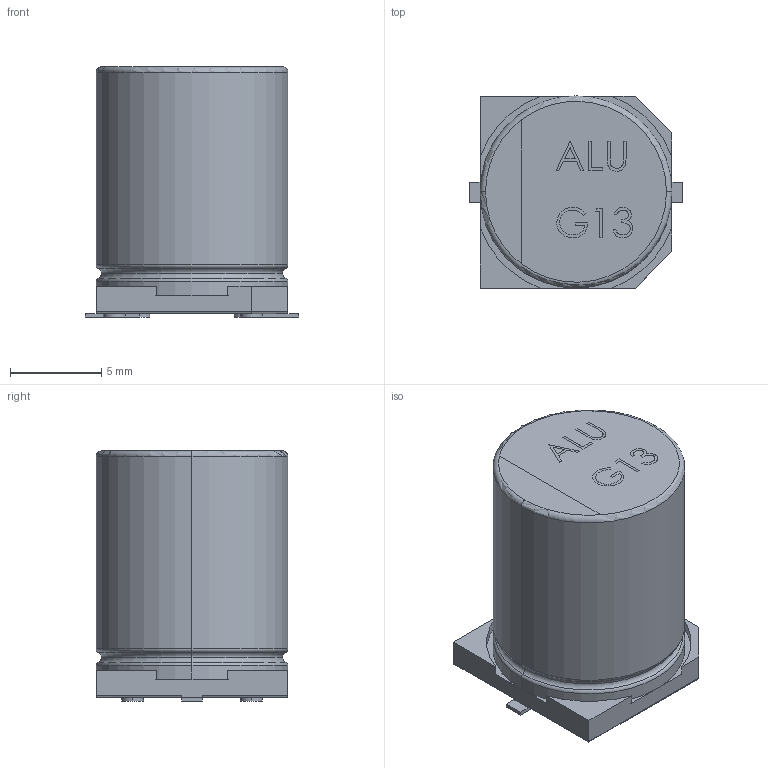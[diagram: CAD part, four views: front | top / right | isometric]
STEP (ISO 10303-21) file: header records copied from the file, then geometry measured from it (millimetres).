
FILE_DESCRIPTION (( 'STEP AP214' ), '1' );
FILE_NAME ('CAPR-SMD-10X13.5-S.STEP', '2018-02-13T17:30:19', ( '' ), ( '' ), 'SwSTEP 2.0', 'SolidWorks 2016', '' );
FILE_SCHEMA (( 'AUTOMOTIVE_DESIGN' ));
Length unit declared in the file: millimetre
Products named in the file (1): CAPR-SMD-10X13.5-S
Bounding box: 11.7 x 10.5 x 13.7 mm (x, y, z)
Volume: 575.7 mm3; surface area: 1101.7 mm2
Topology: 1 solids, 2 shells, 152 faces, 380 edges, 243 vertices
Faces by surface type: plane 77, cylinder 31, bspline 30, torus 14
Entity records: 7854 total; most frequent: CARTESIAN_POINT 2680, ORIENTED_EDGE 760, DIRECTION 638, EDGE_CURVE 380, VERTEX_POINT 243, VECTOR 236, LINE 236, AXIS2_PLACEMENT_3D 201
